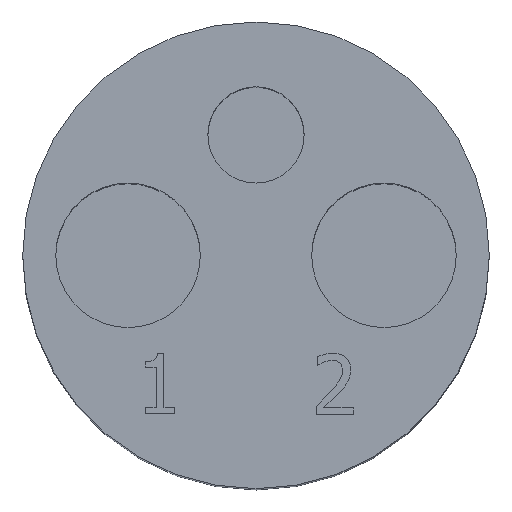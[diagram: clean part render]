
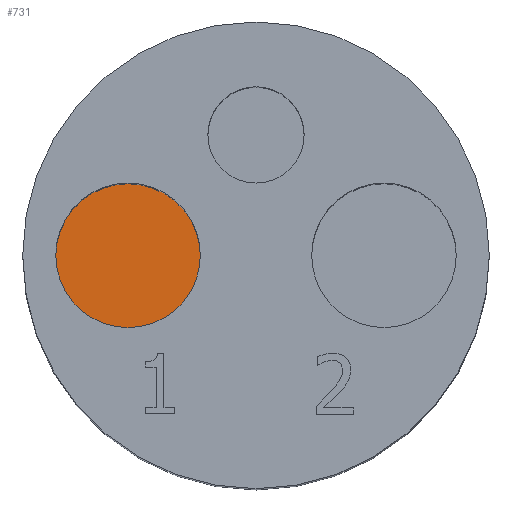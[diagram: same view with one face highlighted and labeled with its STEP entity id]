
A CAD part, top view. The second image highlights one B-rep face of the part: STEP entity #731.
In plain terms, the highlighted planar face has unit normal (0, 0, 1).
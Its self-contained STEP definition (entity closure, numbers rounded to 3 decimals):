
#41=CIRCLE($,#773,2.4);
#99=FACE_OUTER_BOUND($,#147,.T.);
#147=EDGE_LOOP($,(#625));
#368=VERTEX_POINT($,#1322);
#465=EDGE_CURVE($,#368,#368,#41,.T.);
#625=ORIENTED_EDGE($,*,*,#465,.T.);
#685=PLANE($,#775);
#731=ADVANCED_FACE($,(#99),#685,.F.);
#773=AXIS2_PLACEMENT_3D($,#1323,#913,#914);
#775=AXIS2_PLACEMENT_3D($,#1326,#917,#918);
#913=DIRECTION('center_axis',(0.,0.,1.));
#914=DIRECTION('ref_axis',(-1.,0.,0.));
#917=DIRECTION('center_axis',(0.,0.,-1.));
#918=DIRECTION('ref_axis',(-1.,0.,0.));
#1322=CARTESIAN_POINT('',(-1.85,0.,12.5));
#1323=CARTESIAN_POINT('Origin',(-4.25,0.,12.5));
#1326=CARTESIAN_POINT('Origin',(-4.25,0.,12.5));
